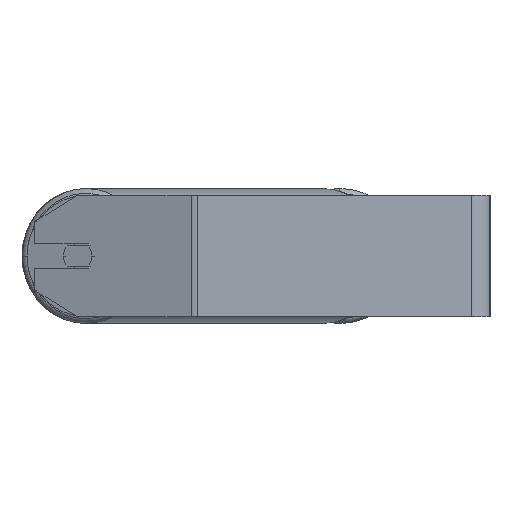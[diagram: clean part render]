
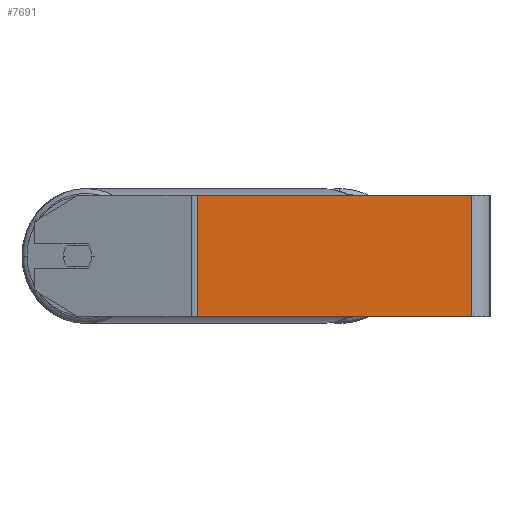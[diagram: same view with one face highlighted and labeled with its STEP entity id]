
A CAD part, left-side view. The second image highlights one B-rep face of the part: STEP entity #7691.
In plain terms, the highlighted planar face has unit normal (-1, 0, 0).
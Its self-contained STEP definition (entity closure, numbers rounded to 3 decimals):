
#202 = VECTOR ( 'NONE', #6107, 1000. ) ;
#633 = VECTOR ( 'NONE', #2501, 1000. ) ;
#710 = CARTESIAN_POINT ( 'NONE',  ( -745., 195.061, 40. ) ) ;
#814 = ORIENTED_EDGE ( 'NONE', *, *, #4417, .T. ) ;
#995 = ORIENTED_EDGE ( 'NONE', *, *, #8707, .F. ) ;
#1054 = EDGE_CURVE ( 'NONE', #1856, #4305, #4737, .T. ) ;
#1248 = CARTESIAN_POINT ( 'NONE',  ( -745., 12., 40. ) ) ;
#1617 = EDGE_CURVE ( 'NONE', #8087, #2697, #8532, .T. ) ;
#1856 = VERTEX_POINT ( 'NONE', #4325 ) ;
#2229 = VECTOR ( 'NONE', #6639, 1000. ) ;
#2501 = DIRECTION ( 'NONE',  ( 0., -1., 0. ) ) ;
#2697 = VERTEX_POINT ( 'NONE', #2704 ) ;
#2704 = CARTESIAN_POINT ( 'NONE',  ( -745., 12., -40. ) ) ;
#3301 = CARTESIAN_POINT ( 'NONE',  ( -745., 192.945, 40. ) ) ;
#3340 = ORIENTED_EDGE ( 'NONE', *, *, #1054, .F. ) ;
#3662 = CARTESIAN_POINT ( 'NONE',  ( -745., 12., 40. ) ) ;
#4305 = VERTEX_POINT ( 'NONE', #3662 ) ;
#4325 = CARTESIAN_POINT ( 'NONE',  ( -745., 192.945, 40. ) ) ;
#4417 = EDGE_CURVE ( 'NONE', #1856, #8087, #6590, .T. ) ;
#4737 = LINE ( 'NONE', #710, #202 ) ;
#4968 = AXIS2_PLACEMENT_3D ( 'NONE', #5542, #8230, #6907 ) ;
#5175 = CARTESIAN_POINT ( 'NONE',  ( -745., 195.061, -40. ) ) ;
#5398 = VECTOR ( 'NONE', #7341, 1000. ) ;
#5542 = CARTESIAN_POINT ( 'NONE',  ( -745., 195.061, 40. ) ) ;
#6025 = EDGE_LOOP ( 'NONE', ( #6726, #995, #3340, #814 ) ) ;
#6107 = DIRECTION ( 'NONE',  ( 0., -1., 0. ) ) ;
#6198 = FACE_OUTER_BOUND ( 'NONE', #6025, .T. ) ;
#6250 = PLANE ( 'NONE',  #4968 ) ;
#6590 = LINE ( 'NONE', #3301, #2229 ) ;
#6639 = DIRECTION ( 'NONE',  ( 0., 0., -1. ) ) ;
#6726 = ORIENTED_EDGE ( 'NONE', *, *, #1617, .T. ) ;
#6731 = LINE ( 'NONE', #1248, #5398 ) ;
#6907 = DIRECTION ( 'NONE',  ( 0., 0., -1. ) ) ;
#7341 = DIRECTION ( 'NONE',  ( 0., 0., -1. ) ) ;
#7691 = ADVANCED_FACE ( 'NONE', ( #6198 ), #6250, .F. ) ;
#7798 = CARTESIAN_POINT ( 'NONE',  ( -745., 192.945, -40. ) ) ;
#8087 = VERTEX_POINT ( 'NONE', #7798 ) ;
#8230 = DIRECTION ( 'NONE',  ( 1., 0., 0. ) ) ;
#8532 = LINE ( 'NONE', #5175, #633 ) ;
#8707 = EDGE_CURVE ( 'NONE', #4305, #2697, #6731, .T. ) ;
